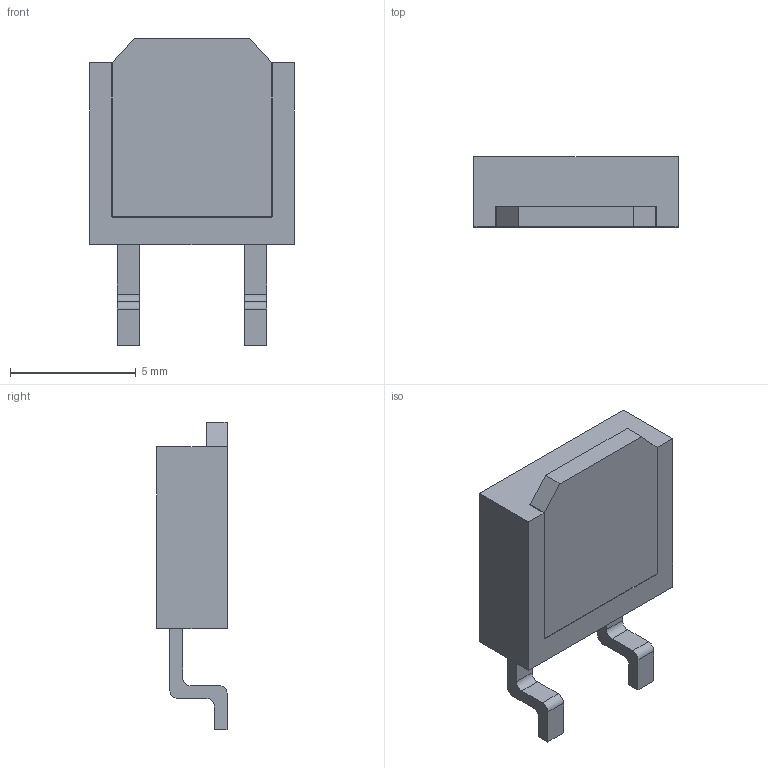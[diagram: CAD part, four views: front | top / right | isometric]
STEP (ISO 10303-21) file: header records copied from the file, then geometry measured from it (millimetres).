
FILE_DESCRIPTION(/* description */ (''),/* implementation_level */ '2;1');
FILE_NAME(/* name */ 'pwr163.stp',/* time_stamp */ '2020-03-13T16:42:07+01:00',/* author */ ('franc'),/* organization */ ('Bourns, Inc.'),/* preprocessor_version */ 'ST-DEVELOPER v18',/* originating_system */ 'Autodesk Inventor 2020',/* authorisation */ '');
FILE_SCHEMA (('AUTOMOTIVE_DESIGN { 1 0 10303 214 3 1 1 }'));
Length unit declared in the file: millimetre
Products named in the file (1): pwr163
Bounding box: 8.13 x 2.79 x 12.25 mm (x, y, z)
Volume: 173.5 mm3; surface area: 276.6 mm2
Topology: 1 solids, 1 shells, 46 faces, 122 edges, 80 vertices
Faces by surface type: plane 38, cylinder 8
Entity records: 1511 total; most frequent: CARTESIAN_POINT 249, ORIENTED_EDGE 244, DIRECTION 232, EDGE_CURVE 122, LINE 106, VECTOR 106, VERTEX_POINT 80, AXIS2_PLACEMENT_3D 63
